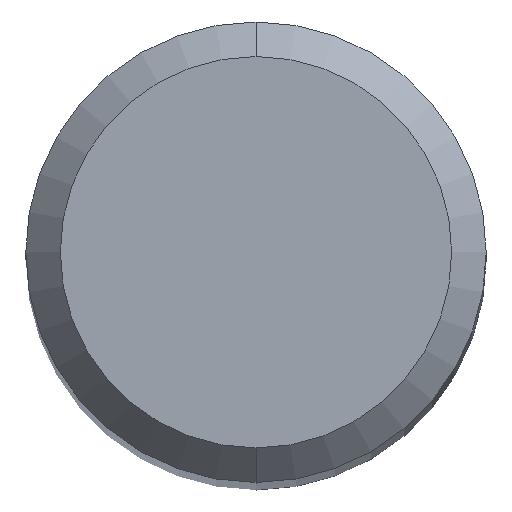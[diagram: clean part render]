
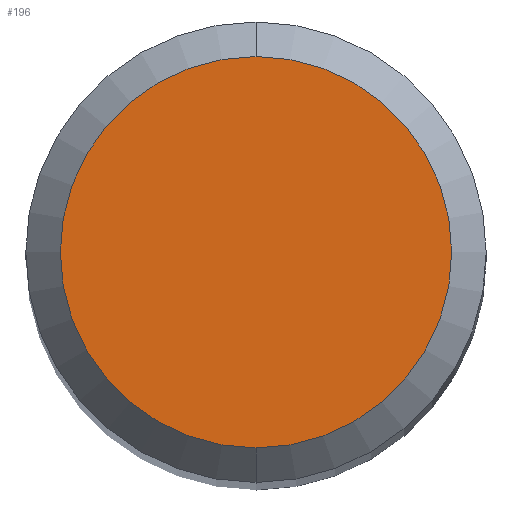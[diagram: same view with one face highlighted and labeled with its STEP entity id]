
A CAD part, top view. The second image highlights one B-rep face of the part: STEP entity #196.
In plain terms, the highlighted planar face has unit normal (0, 0, 1).
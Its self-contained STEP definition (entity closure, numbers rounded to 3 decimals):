
#116=VERTEX_POINT('',#294);
#148=EDGE_CURVE('',#238,#116,#330,.T.);
#196=ADVANCED_FACE('',(#387),#388,.T.);
#220=EDGE_CURVE('',#116,#238,#415,.T.);
#238=VERTEX_POINT('',#436);
#294=CARTESIAN_POINT('',(0.,-1.7,0.01));
#330=CIRCLE('',#530,1.7);
#387=FACE_OUTER_BOUND('',#599,.T.);
#388=PLANE('',#600);
#415=CIRCLE('',#634,1.7);
#436=CARTESIAN_POINT('',(0.0,1.7,0.01));
#530=AXIS2_PLACEMENT_3D('',#757,#758,#759);
#599=EDGE_LOOP('',(#842,#843));
#600=AXIS2_PLACEMENT_3D('',#844,#845,#846);
#634=AXIS2_PLACEMENT_3D('',#879,#880,#881);
#757=CARTESIAN_POINT('',(0.0,0.0,0.01));
#758=DIRECTION('',(0.0,0.0,-1.0));
#759=DIRECTION('',(0.0,1.0,0.0));
#842=ORIENTED_EDGE('',*,*,#148,.F.);
#843=ORIENTED_EDGE('',*,*,#220,.F.);
#844=CARTESIAN_POINT('',(0.0,0.85,0.01));
#845=DIRECTION('',(-0.0,0.0,1.0));
#846=DIRECTION('',(0.0,-1.0,0.0));
#879=CARTESIAN_POINT('',(0.0,0.0,0.01));
#880=DIRECTION('',(0.0,0.0,-1.0));
#881=DIRECTION('',(0.0,1.0,0.0));
